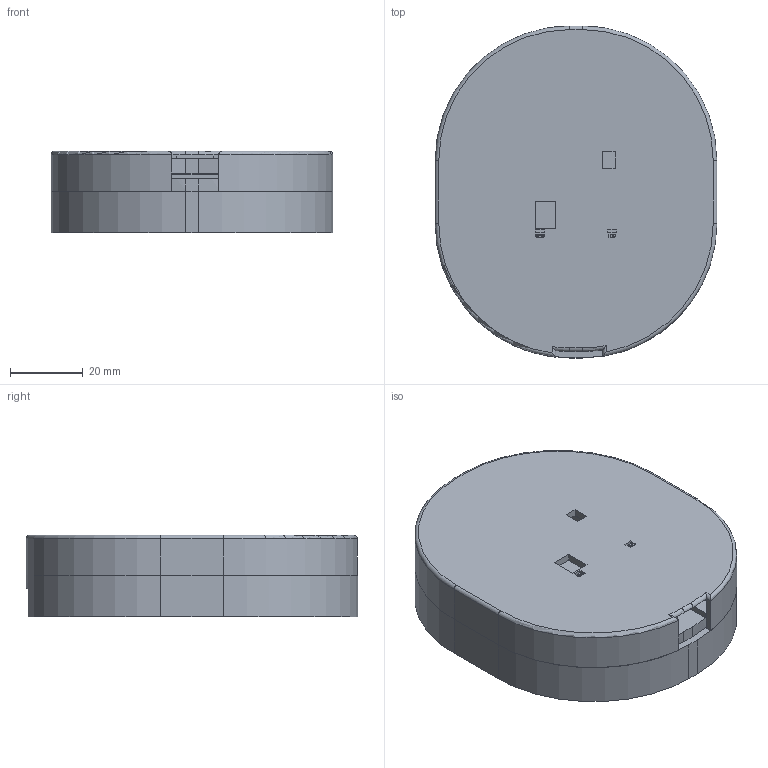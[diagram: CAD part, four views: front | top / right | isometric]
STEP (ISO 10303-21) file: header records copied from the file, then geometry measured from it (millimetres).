
FILE_DESCRIPTION(/* description */ (''),/* implementation_level */ '2;1');
FILE_NAME(/* name */ 'ESPHolder.step',/* time_stamp */ '2025-05-05T21:33:53+02:00',/* author */ (''),/* organization */ (''),/* preprocessor_version */ 'ST-DEVELOPER v20.1',/* originating_system */ 'Autodesk Translation Framework v14.4.0.0',/* authorisation */ '');
FILE_SCHEMA (('AUTOMOTIVE_DESIGN { 1 0 10303 214 3 1 1 }'));
Length unit declared in the file: millimetre
Products named in the file (1): HeadphoneCover
Bounding box: 77.5 x 91.28 x 22.45 mm (x, y, z)
Volume: 71804 mm3; surface area: 46388.7 mm2
Topology: 3 solids, 3 shells, 283 faces, 756 edges, 494 vertices
Faces by surface type: plane 165, bspline 59, cylinder 53, torus 6
Full cylindrical faces by diameter (mm): 4.4 x8, 4.45 x4, 5.49 x4
Entity records: 9456 total; most frequent: CARTESIAN_POINT 2589, ORIENTED_EDGE 1512, DIRECTION 1198, EDGE_CURVE 756, LINE 520, VECTOR 520, VERTEX_POINT 494, AXIS2_PLACEMENT_3D 339
